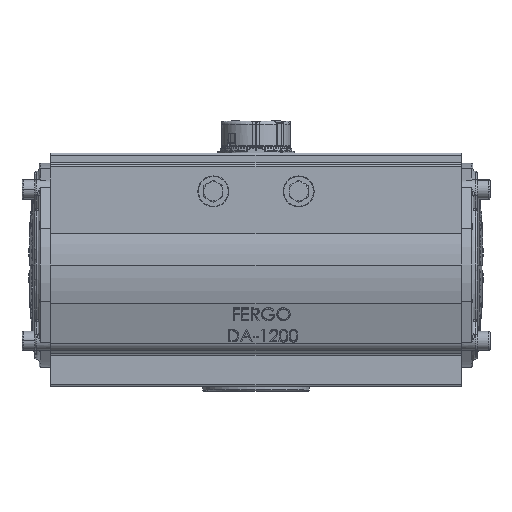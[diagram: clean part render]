
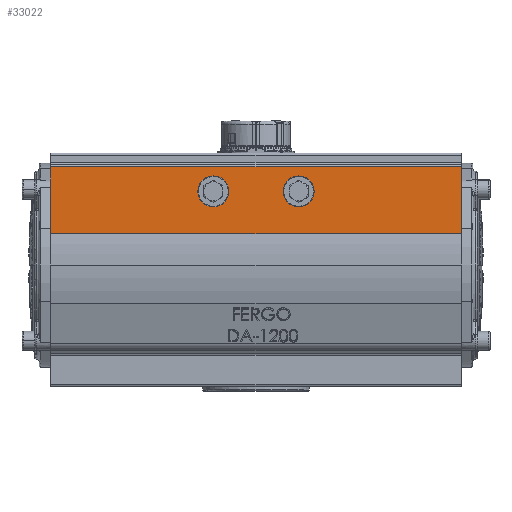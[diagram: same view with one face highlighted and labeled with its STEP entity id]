
A CAD part, top view. The second image highlights one B-rep face of the part: STEP entity #33022.
In plain terms, the highlighted planar face has unit normal (0, 0, 1).
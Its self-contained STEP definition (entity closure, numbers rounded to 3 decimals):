
#5623 = DIRECTION ( 'NONE',  ( 0., -1., 0. ) ) ;
#7339 = ORIENTED_EDGE ( 'NONE', *, *, #155866, .F. ) ;
#8804 = CARTESIAN_POINT ( 'NONE',  ( -192.3, 29.373, 93. ) ) ;
#18110 = VERTEX_POINT ( 'NONE', #214588 ) ;
#19093 = CARTESIAN_POINT ( 'NONE',  ( 192.3, 92., 93. ) ) ;
#22846 = ORIENTED_EDGE ( 'NONE', *, *, #216873, .F. ) ;
#24960 = EDGE_CURVE ( 'NONE', #196977, #18110, #163321, .T. ) ;
#25369 = LINE ( 'NONE', #151339, #97784 ) ;
#31933 = CIRCLE ( 'NONE', #144719, 14.5 ) ;
#32973 = CARTESIAN_POINT ( 'NONE',  ( -40., 69., 93. ) ) ;
#33022 = ADVANCED_FACE ( 'NONE', ( #122561, #84951, #48452 ), #104922, .T. ) ;
#36476 = CIRCLE ( 'NONE', #123025, 14.5 ) ;
#40772 = CARTESIAN_POINT ( 'NONE',  ( 0., 92., 93. ) ) ;
#47272 = DIRECTION ( 'NONE',  ( 0., 1., 0. ) ) ;
#48404 = EDGE_CURVE ( 'NONE', #18110, #196977, #31933, .T. ) ;
#48452 = FACE_OUTER_BOUND ( 'NONE', #93724, .T. ) ;
#49591 = DIRECTION ( 'NONE',  ( 0., 0., 1. ) ) ;
#53621 = DIRECTION ( 'NONE',  ( 0., -1., 0. ) ) ;
#55847 = DIRECTION ( 'NONE',  ( 0., -1., 0. ) ) ;
#58789 = VERTEX_POINT ( 'NONE', #220065 ) ;
#62930 = VECTOR ( 'NONE', #94918, 1000. ) ;
#67513 = CARTESIAN_POINT ( 'NONE',  ( 192.3, 29.373, 93. ) ) ;
#67911 = AXIS2_PLACEMENT_3D ( 'NONE', #72317, #217166, #55847 ) ;
#69560 = CARTESIAN_POINT ( 'NONE',  ( 192.3, 29.373, 93. ) ) ;
#69671 = ORIENTED_EDGE ( 'NONE', *, *, #134267, .T. ) ;
#70045 = EDGE_LOOP ( 'NONE', ( #191906, #207161 ) ) ;
#72317 = CARTESIAN_POINT ( 'NONE',  ( 40., 69., 93. ) ) ;
#80266 = CARTESIAN_POINT ( 'NONE',  ( 40., 54.5, 93. ) ) ;
#82129 = DIRECTION ( 'NONE',  ( 0., 0., -1. ) ) ;
#84842 = DIRECTION ( 'NONE',  ( 0., 0., -1. ) ) ;
#84951 = FACE_BOUND ( 'NONE', #207575, .T. ) ;
#86138 = VECTOR ( 'NONE', #195525, 1000. ) ;
#89093 = AXIS2_PLACEMENT_3D ( 'NONE', #69560, #49591, #47272 ) ;
#93724 = EDGE_LOOP ( 'NONE', ( #22846, #7339, #69671, #171399 ) ) ;
#94918 = DIRECTION ( 'NONE',  ( -1., 0., 0. ) ) ;
#97784 = VECTOR ( 'NONE', #114847, 1000. ) ;
#101036 = ORIENTED_EDGE ( 'NONE', *, *, #118524, .T. ) ;
#104922 = PLANE ( 'NONE',  #89093 ) ;
#107508 = ORIENTED_EDGE ( 'NONE', *, *, #109744, .T. ) ;
#108621 = CARTESIAN_POINT ( 'NONE',  ( -40., 83.5, 93. ) ) ;
#109744 = EDGE_CURVE ( 'NONE', #219119, #58789, #36476, .T. ) ;
#114847 = DIRECTION ( 'NONE',  ( -1., 0., 0. ) ) ;
#118110 = AXIS2_PLACEMENT_3D ( 'NONE', #32973, #84842, #157805 ) ;
#118524 = EDGE_CURVE ( 'NONE', #58789, #219119, #169444, .T. ) ;
#122561 = FACE_BOUND ( 'NONE', #70045, .T. ) ;
#123025 = AXIS2_PLACEMENT_3D ( 'NONE', #223525, #190474, #205852 ) ;
#126452 = VECTOR ( 'NONE', #53621, 1000. ) ;
#134267 = EDGE_CURVE ( 'NONE', #222014, #179493, #146733, .T. ) ;
#144719 = AXIS2_PLACEMENT_3D ( 'NONE', #171560, #82129, #5623 ) ;
#146733 = LINE ( 'NONE', #40772, #62930 ) ;
#149365 = CARTESIAN_POINT ( 'NONE',  ( -192.3, 92., 93. ) ) ;
#151180 = VERTEX_POINT ( 'NONE', #67513 ) ;
#151339 = CARTESIAN_POINT ( 'NONE',  ( 0., 29.373, 93. ) ) ;
#155866 = EDGE_CURVE ( 'NONE', #222014, #151180, #214944, .T. ) ;
#157805 = DIRECTION ( 'NONE',  ( 0., -1., 0. ) ) ;
#159222 = EDGE_CURVE ( 'NONE', #219748, #179493, #194361, .T. ) ;
#163321 = CIRCLE ( 'NONE', #118110, 14.5 ) ;
#169444 = CIRCLE ( 'NONE', #67911, 14.5 ) ;
#171399 = ORIENTED_EDGE ( 'NONE', *, *, #159222, .F. ) ;
#171560 = CARTESIAN_POINT ( 'NONE',  ( -40., 69., 93. ) ) ;
#175512 = CARTESIAN_POINT ( 'NONE',  ( -192.3, -4.5, 93. ) ) ;
#179493 = VERTEX_POINT ( 'NONE', #149365 ) ;
#190474 = DIRECTION ( 'NONE',  ( 0., 0., -1. ) ) ;
#191906 = ORIENTED_EDGE ( 'NONE', *, *, #48404, .T. ) ;
#194361 = LINE ( 'NONE', #175512, #86138 ) ;
#195525 = DIRECTION ( 'NONE',  ( 0., 1., 0. ) ) ;
#196977 = VERTEX_POINT ( 'NONE', #108621 ) ;
#205852 = DIRECTION ( 'NONE',  ( 0., -1., 0. ) ) ;
#207161 = ORIENTED_EDGE ( 'NONE', *, *, #24960, .T. ) ;
#207575 = EDGE_LOOP ( 'NONE', ( #107508, #101036 ) ) ;
#213807 = CARTESIAN_POINT ( 'NONE',  ( 192.3, -4.5, 93. ) ) ;
#214588 = CARTESIAN_POINT ( 'NONE',  ( -40., 54.5, 93. ) ) ;
#214944 = LINE ( 'NONE', #213807, #126452 ) ;
#216873 = EDGE_CURVE ( 'NONE', #151180, #219748, #25369, .T. ) ;
#217166 = DIRECTION ( 'NONE',  ( 0., 0., -1. ) ) ;
#219119 = VERTEX_POINT ( 'NONE', #80266 ) ;
#219748 = VERTEX_POINT ( 'NONE', #8804 ) ;
#220065 = CARTESIAN_POINT ( 'NONE',  ( 40., 83.5, 93. ) ) ;
#222014 = VERTEX_POINT ( 'NONE', #19093 ) ;
#223525 = CARTESIAN_POINT ( 'NONE',  ( 40., 69., 93. ) ) ;
